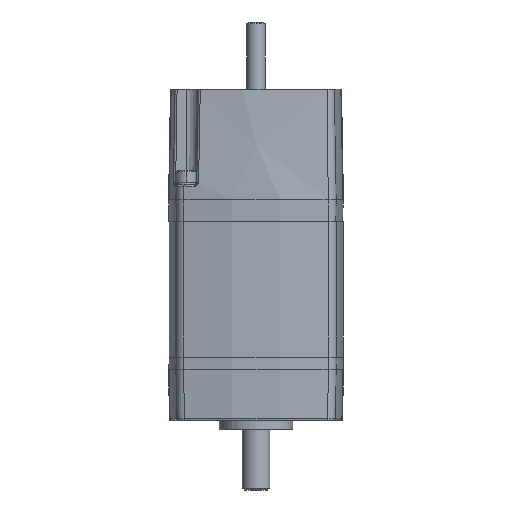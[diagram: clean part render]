
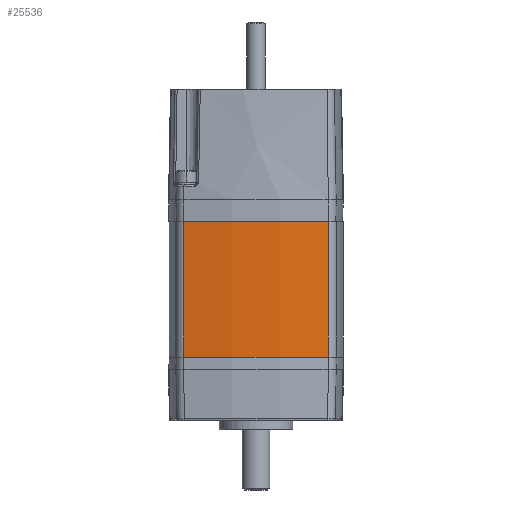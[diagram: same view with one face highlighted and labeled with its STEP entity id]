
A CAD part, front view. The second image highlights one B-rep face of the part: STEP entity #25536.
In plain terms, the highlighted cylindrical face has radius 123.096 mm (diameter 246.192 mm), a partial arc.
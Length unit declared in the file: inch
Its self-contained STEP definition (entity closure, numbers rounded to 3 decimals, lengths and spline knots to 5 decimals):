
#297 = EDGE_CURVE ( 'NONE', #10874, #6509, #25158, .T. ) ;
#463 = ORIENTED_EDGE ( 'NONE', *, *, #9796, .T. ) ;
#1913 = DIRECTION ( 'NONE',  ( 1., 0., 0. ) ) ;
#2053 = VERTEX_POINT ( 'NONE', #16949 ) ;
#2297 = EDGE_LOOP ( 'NONE', ( #17525, #463, #18174, #14737 ) ) ;
#3884 = VECTOR ( 'NONE', #12255, 39.37008 ) ;
#4528 = FACE_OUTER_BOUND ( 'NONE', #2297, .T. ) ;
#4677 = DIRECTION ( 'NONE',  ( 1., 0., 0. ) ) ;
#4805 = DIRECTION ( 'NONE',  ( 0., 0., 1. ) ) ;
#4821 = AXIS2_PLACEMENT_3D ( 'NONE', #16366, #14002, #4677 ) ;
#5466 = CARTESIAN_POINT ( 'NONE',  ( 0., 3.6593, 1.84 ) ) ;
#5499 = DIRECTION ( 'NONE',  ( 0., 0., 1. ) ) ;
#5549 = DIRECTION ( 'NONE',  ( 1., 0., 0. ) ) ;
#6505 = CARTESIAN_POINT ( 'NONE',  ( -0.97836, -1.08722, 0. ) ) ;
#6509 = VERTEX_POINT ( 'NONE', #10992 ) ;
#7569 = CIRCLE ( 'NONE', #4821, 4.8463 ) ;
#8513 = CYLINDRICAL_SURFACE ( 'NONE', #21756, 4.8463 ) ;
#9796 = EDGE_CURVE ( 'NONE', #2053, #10024, #24605, .T. ) ;
#9951 = CARTESIAN_POINT ( 'NONE',  ( -0.97836, -1.08722, -3.35734 ) ) ;
#10024 = VERTEX_POINT ( 'NONE', #19846 ) ;
#10124 = EDGE_CURVE ( 'NONE', #2053, #10874, #7569, .T. ) ;
#10874 = VERTEX_POINT ( 'NONE', #6505 ) ;
#10992 = CARTESIAN_POINT ( 'NONE',  ( -0.97836, -1.08722, 1.84 ) ) ;
#11709 = EDGE_CURVE ( 'NONE', #6509, #10024, #21114, .T. ) ;
#12255 = DIRECTION ( 'NONE',  ( 0., 0., 1. ) ) ;
#14002 = DIRECTION ( 'NONE',  ( 0., 0., -1. ) ) ;
#14737 = ORIENTED_EDGE ( 'NONE', *, *, #297, .F. ) ;
#15915 = CARTESIAN_POINT ( 'NONE',  ( 0., 3.6593, -3.35734 ) ) ;
#16178 = AXIS2_PLACEMENT_3D ( 'NONE', #5466, #5499, #5549 ) ;
#16366 = CARTESIAN_POINT ( 'NONE',  ( 0., 3.6593, 0. ) ) ;
#16949 = CARTESIAN_POINT ( 'NONE',  ( 0.97836, -1.08722, 0. ) ) ;
#17525 = ORIENTED_EDGE ( 'NONE', *, *, #10124, .F. ) ;
#17942 = DIRECTION ( 'NONE',  ( 0., 0., 1. ) ) ;
#18174 = ORIENTED_EDGE ( 'NONE', *, *, #11709, .F. ) ;
#19316 = VECTOR ( 'NONE', #4805, 39.37008 ) ;
#19846 = CARTESIAN_POINT ( 'NONE',  ( 0.97836, -1.08722, 1.84 ) ) ;
#21114 = CIRCLE ( 'NONE', #16178, 4.8463 ) ;
#21756 = AXIS2_PLACEMENT_3D ( 'NONE', #15915, #17942, #1913 ) ;
#24605 = LINE ( 'NONE', #25870, #19316 ) ;
#25158 = LINE ( 'NONE', #9951, #3884 ) ;
#25536 = ADVANCED_FACE ( 'NONE', ( #4528 ), #8513, .T. ) ;
#25870 = CARTESIAN_POINT ( 'NONE',  ( 0.97836, -1.08722, -3.35734 ) ) ;
